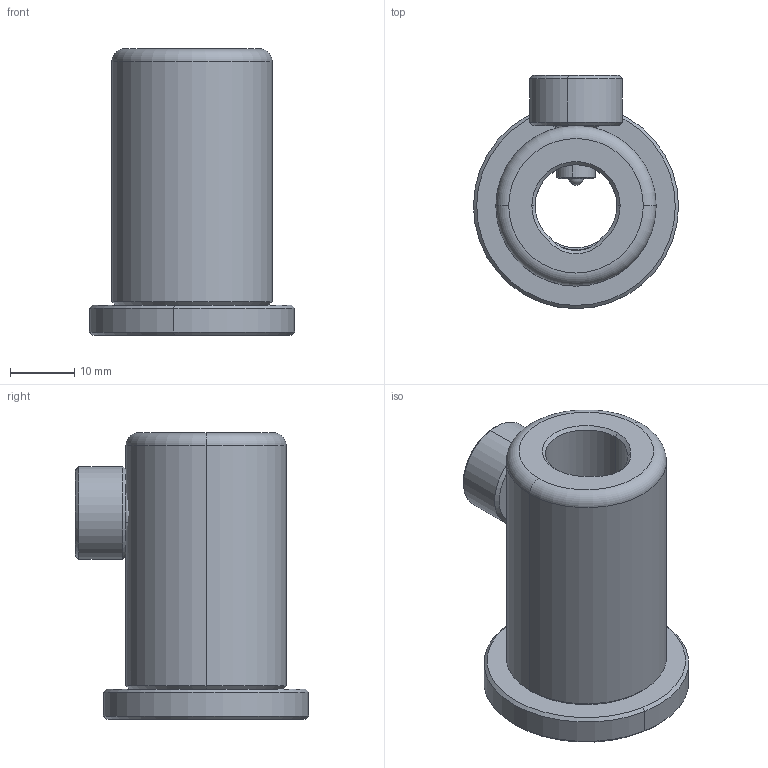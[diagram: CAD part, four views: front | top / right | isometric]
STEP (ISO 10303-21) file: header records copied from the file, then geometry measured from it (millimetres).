
FILE_DESCRIPTION (( 'STEP AP203' ), '1' );
FILE_NAME ('BSRB12.7-40B.STEP', '2025-07-03T01:33:12', ( '' ), ( '' ), 'SwSTEP 2.0', 'SolidWorks 2020', '' );
FILE_SCHEMA (( 'CONFIG_CONTROL_DESIGN' ));
Length unit declared in the file: millimetre
Products named in the file (1): BSRB12.7-40B
Bounding box: 32 x 36.37 x 44.7 mm (x, y, z)
Volume: 18493.3 mm3; surface area: 10463.9 mm2
Topology: 7 solids, 7 shells, 184 faces, 643 edges, 501 vertices
Faces by surface type: cylinder 68, plane 63, cone 44, torus 4, bspline 3, sphere 2
Entity records: 10650 total; most frequent: CARTESIAN_POINT 5001, ORIENTED_EDGE 1280, DIRECTION 1027, EDGE_CURVE 640, VERTEX_POINT 500, VECTOR 361, LINE 361, AXIS2_PLACEMENT_3D 333
